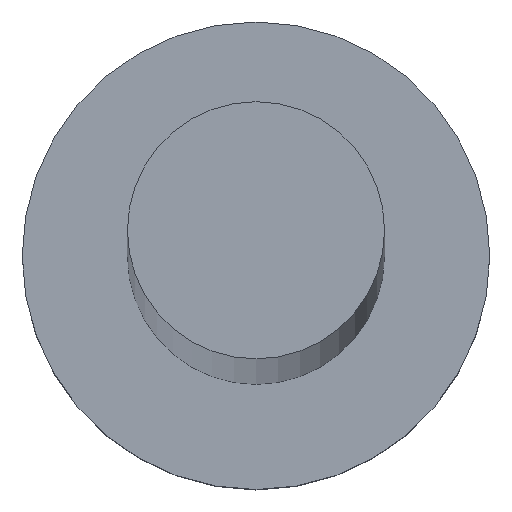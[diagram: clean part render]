
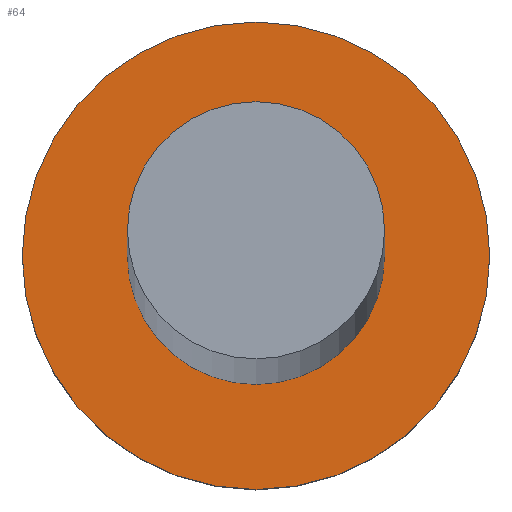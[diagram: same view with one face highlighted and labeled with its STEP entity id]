
A CAD part, top view. The second image highlights one B-rep face of the part: STEP entity #64.
In plain terms, the highlighted planar face has unit normal (0, 0, 1).
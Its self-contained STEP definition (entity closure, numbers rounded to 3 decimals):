
#4 = EDGE_CURVE ( 'NONE', #14, #31, #139, .T. ) ;
#5 = CIRCLE ( 'NONE', #153, 2. ) ;
#14 = VERTEX_POINT ( 'NONE', #115 ) ;
#19 = PLANE ( 'NONE',  #182 ) ;
#23 = DIRECTION ( 'NONE',  ( 0., 0., 1. ) ) ;
#25 = AXIS2_PLACEMENT_3D ( 'NONE', #237, #136, #37 ) ;
#31 = VERTEX_POINT ( 'NONE', #42 ) ;
#33 = EDGE_CURVE ( 'NONE', #51, #133, #174, .T. ) ;
#37 = DIRECTION ( 'NONE',  ( 1., 0., 0. ) ) ;
#40 = FACE_OUTER_BOUND ( 'NONE', #129, .T. ) ;
#42 = CARTESIAN_POINT ( 'NONE',  ( 1.1, 0., 2. ) ) ;
#45 = CARTESIAN_POINT ( 'NONE',  ( 0., 0., 2. ) ) ;
#48 = DIRECTION ( 'NONE',  ( 0., 0., 1. ) ) ;
#51 = VERTEX_POINT ( 'NONE', #200 ) ;
#58 = ORIENTED_EDGE ( 'NONE', *, *, #33, .T. ) ;
#59 = EDGE_CURVE ( 'NONE', #133, #51, #5, .T. ) ;
#63 = DIRECTION ( 'NONE',  ( 1., 0., 0. ) ) ;
#64 = ADVANCED_FACE ( 'NONE', ( #180, #40 ), #19, .T. ) ;
#103 = EDGE_CURVE ( 'NONE', #31, #14, #239, .T. ) ;
#115 = CARTESIAN_POINT ( 'NONE',  ( -1.1, 0., 2. ) ) ;
#125 = AXIS2_PLACEMENT_3D ( 'NONE', #166, #201, #63 ) ;
#129 = EDGE_LOOP ( 'NONE', ( #58, #231 ) ) ;
#133 = VERTEX_POINT ( 'NONE', #253 ) ;
#136 = DIRECTION ( 'NONE',  ( 0., 0., 1. ) ) ;
#139 = CIRCLE ( 'NONE', #25, 1.1 ) ;
#142 = CARTESIAN_POINT ( 'NONE',  ( 0., 0., 2. ) ) ;
#145 = DIRECTION ( 'NONE',  ( 1., 0., 0. ) ) ;
#153 = AXIS2_PLACEMENT_3D ( 'NONE', #167, #252, #145 ) ;
#166 = CARTESIAN_POINT ( 'NONE',  ( 0., 0., 2. ) ) ;
#167 = CARTESIAN_POINT ( 'NONE',  ( 0., 0., 2. ) ) ;
#174 = CIRCLE ( 'NONE', #205, 2. ) ;
#177 = ORIENTED_EDGE ( 'NONE', *, *, #103, .F. ) ;
#180 = FACE_BOUND ( 'NONE', #236, .T. ) ;
#182 = AXIS2_PLACEMENT_3D ( 'NONE', #142, #23, #242 ) ;
#200 = CARTESIAN_POINT ( 'NONE',  ( -2., 0., 2. ) ) ;
#201 = DIRECTION ( 'NONE',  ( 0., 0., 1. ) ) ;
#205 = AXIS2_PLACEMENT_3D ( 'NONE', #45, #48, #221 ) ;
#221 = DIRECTION ( 'NONE',  ( 1., 0., 0. ) ) ;
#231 = ORIENTED_EDGE ( 'NONE', *, *, #59, .T. ) ;
#234 = ORIENTED_EDGE ( 'NONE', *, *, #4, .F. ) ;
#236 = EDGE_LOOP ( 'NONE', ( #234, #177 ) ) ;
#237 = CARTESIAN_POINT ( 'NONE',  ( 0., 0., 2. ) ) ;
#239 = CIRCLE ( 'NONE', #125, 1.1 ) ;
#242 = DIRECTION ( 'NONE',  ( 1., 0., 0. ) ) ;
#252 = DIRECTION ( 'NONE',  ( 0., 0., 1. ) ) ;
#253 = CARTESIAN_POINT ( 'NONE',  ( 2., 0., 2. ) ) ;
